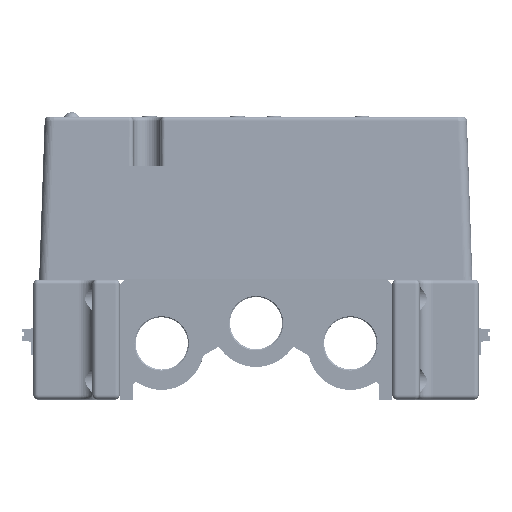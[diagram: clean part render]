
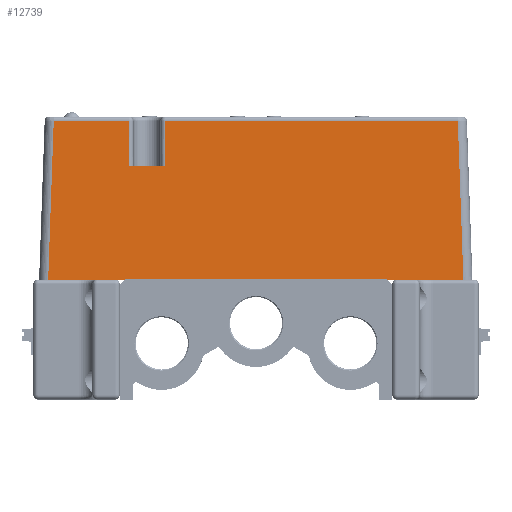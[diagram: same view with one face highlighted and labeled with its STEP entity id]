
A CAD part, front view. The second image highlights one B-rep face of the part: STEP entity #12739.
In plain terms, the highlighted planar face has unit normal (0, -0.999, 0.035).
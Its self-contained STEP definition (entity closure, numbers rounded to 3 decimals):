
#12739=ADVANCED_FACE('',(#30650),#22202,.T.);
#22202=PLANE('',#206542);
#30650=FACE_OUTER_BOUND('',#40668,.T.);
#40668=EDGE_LOOP('',(#70770,#70771,#70772,#70773,#70774,#70775,#70776,#70777,
#70778,#70779));
#70770=ORIENTED_EDGE('',*,*,#136433,.T.);
#70771=ORIENTED_EDGE('',*,*,#136434,.T.);
#70772=ORIENTED_EDGE('',*,*,#136435,.T.);
#70773=ORIENTED_EDGE('',*,*,#136436,.F.);
#70774=ORIENTED_EDGE('',*,*,#136437,.T.);
#70775=ORIENTED_EDGE('',*,*,#136438,.T.);
#70776=ORIENTED_EDGE('',*,*,#136439,.T.);
#70777=ORIENTED_EDGE('',*,*,#125375,.T.);
#70778=ORIENTED_EDGE('',*,*,#125063,.T.);
#70779=ORIENTED_EDGE('',*,*,#136440,.T.);
#106309=VERTEX_POINT('',#268782);
#106310=VERTEX_POINT('',#268784);
#106571=VERTEX_POINT('',#269423);
#113699=VERTEX_POINT('',#293854);
#113700=VERTEX_POINT('',#293855);
#113701=VERTEX_POINT('',#293857);
#113702=VERTEX_POINT('',#293859);
#113703=VERTEX_POINT('',#293861);
#113704=VERTEX_POINT('',#293863);
#113705=VERTEX_POINT('',#293865);
#125063=EDGE_CURVE('',#106310,#106309,#154062,.T.);
#125375=EDGE_CURVE('',#106571,#106310,#154350,.T.);
#136433=EDGE_CURVE('',#113699,#113700,#163498,.T.);
#136434=EDGE_CURVE('',#113700,#113701,#163499,.T.);
#136435=EDGE_CURVE('',#113701,#113702,#163500,.T.);
#136436=EDGE_CURVE('',#113703,#113702,#163501,.T.);
#136437=EDGE_CURVE('',#113703,#113704,#163502,.T.);
#136438=EDGE_CURVE('',#113704,#113705,#163503,.T.);
#136439=EDGE_CURVE('',#113705,#106571,#163504,.T.);
#136440=EDGE_CURVE('',#106309,#113699,#163505,.T.);
#154062=LINE('',#268783,#177521);
#154350=LINE('',#269422,#177809);
#163498=LINE('',#293853,#186957);
#163499=LINE('',#293856,#186958);
#163500=LINE('',#293858,#186959);
#163501=LINE('',#293860,#186960);
#163502=LINE('',#293862,#186961);
#163503=LINE('',#293864,#186962);
#163504=LINE('',#293866,#186963);
#163505=LINE('',#293867,#186964);
#177521=VECTOR('',#215763,1.);
#177809=VECTOR('',#216231,1.);
#186957=VECTOR('',#236325,1.);
#186958=VECTOR('',#236326,1.);
#186959=VECTOR('',#236327,1.);
#186960=VECTOR('',#236328,1.);
#186961=VECTOR('',#236329,1.);
#186962=VECTOR('',#236330,1.);
#186963=VECTOR('',#236331,1.);
#186964=VECTOR('',#236332,1.);
#206542=AXIS2_PLACEMENT_3D('',#293868,#236333,#236334);
#215763=DIRECTION('',(1.,0.,0.));
#216231=DIRECTION('',(1.,0.,0.));
#236325=DIRECTION('',(-0.035,0.035,0.999));
#236326=DIRECTION('',(-1.,0.,0.));
#236327=DIRECTION('',(0.,-0.035,-0.999));
#236328=DIRECTION('',(1.,0.,0.));
#236329=DIRECTION('',(0.,0.035,0.999));
#236330=DIRECTION('',(-1.,0.,0.));
#236331=DIRECTION('',(-0.035,-0.035,-0.999));
#236332=DIRECTION('',(1.,0.,0.));
#236333=DIRECTION('',(0.,-0.999,0.035));
#236334=DIRECTION('',(0.,-0.035,-0.999));
#268782=CARTESIAN_POINT('',(731.05,-116.827,-0.06));
#268783=CARTESIAN_POINT('',(730.05,-116.827,-0.06));
#268784=CARTESIAN_POINT('',(669.05,-116.827,-0.06));
#269422=CARTESIAN_POINT('',(730.05,-116.827,-0.06));
#269423=CARTESIAN_POINT('',(654.313,-116.827,-0.06));
#293853=CARTESIAN_POINT('',(745.944,-117.084,-7.423));
#293854=CARTESIAN_POINT('',(745.687,-116.827,-0.06));
#293855=CARTESIAN_POINT('',(744.467,-115.607,34.875));
#293856=CARTESIAN_POINT('',(680.05,-115.607,34.875));
#293857=CARTESIAN_POINT('',(680.05,-115.607,34.875));
#293858=CARTESIAN_POINT('',(680.05,-115.954,24.94));
#293859=CARTESIAN_POINT('',(680.05,-115.954,24.94));
#293860=CARTESIAN_POINT('',(676.05,-115.954,24.94));
#293861=CARTESIAN_POINT('',(672.05,-115.954,24.94));
#293862=CARTESIAN_POINT('',(672.05,-115.607,34.875));
#293863=CARTESIAN_POINT('',(672.05,-115.607,34.875));
#293864=CARTESIAN_POINT('',(654.567,-115.607,34.875));
#293865=CARTESIAN_POINT('',(655.533,-115.607,34.875));
#293866=CARTESIAN_POINT('',(654.056,-117.084,-7.423));
#293867=CARTESIAN_POINT('',(730.05,-116.827,-0.06));
#293868=CARTESIAN_POINT('',(700.,-117.141,-9.06));
